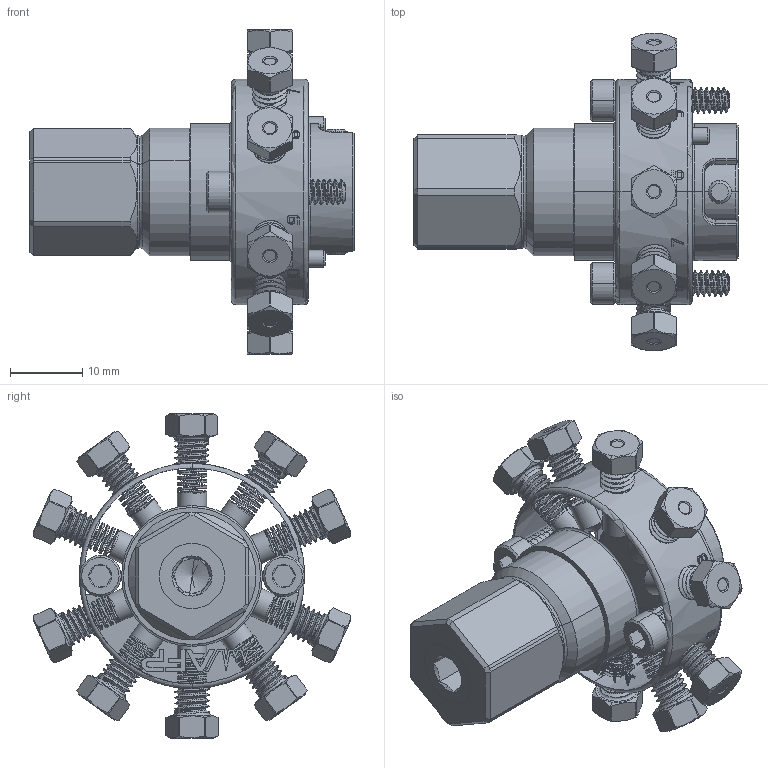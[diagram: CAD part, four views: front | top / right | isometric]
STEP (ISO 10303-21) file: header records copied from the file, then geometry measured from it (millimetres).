
FILE_DESCRIPTION (( 'STEP AP214' ), '1' );
FILE_NAME ('MRV10-16R3-0007-00_Blank.STEP', '2024-05-14T14:21:06', ( '' ), ( '' ), 'SwSTEP 2.0', 'SolidWorks 2022', '' );
FILE_SCHEMA (( 'AUTOMOTIVE_DESIGN' ));
Length unit declared in the file: millimetre
Products named in the file (7): AF00-9417-0000_Blank_AF00-9417-0000.STEP; MRV10-16R2-0007_Blank.STEP; MRV10-16R3-0007-00_Blank; AF00-9989-0000_Blank_AF00-9989-0000.STEP; RV00-0189-1000_defeature; RV00-0181-1000_Blank.STEP; MRV10-16R2-0007-00_Blank.STEP
Assembly tree (8 placements, depth 3):
  MRV10-16R3-0007-00_Blank
    MRV10-16R2-0007-00_Blank.STEP
      MRV10-16R2-0007_Blank.STEP
      AF00-9417-0000_Blank_AF00-9417-0000.STEP  x2
      AF00-9989-0000_Blank_AF00-9989-0000.STEP  x2
      RV00-0181-1000_Blank.STEP
    RV00-0189-1000_defeature
Bounding box: 44.96 x 44.03 x 45.01 mm (x, y, z)
Volume: 17843.3 mm3; surface area: 10298.3 mm2
Topology: 7 solids, 7 shells, 1411 faces, 3859 edges, 2494 vertices
Faces by surface type: cylinder 521, plane 486, cone 216, bspline 148, torus 40
Entity records: 91382 total; most frequent: CARTESIAN_POINT 61188, ORIENTED_EDGE 7046, DIRECTION 5324, EDGE_CURVE 3523, VERTEX_POINT 2294, AXIS2_PLACEMENT_3D 1895, LINE 1534, VECTOR 1534
